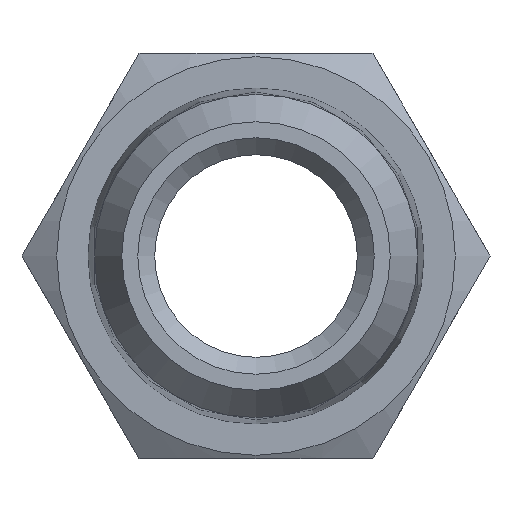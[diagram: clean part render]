
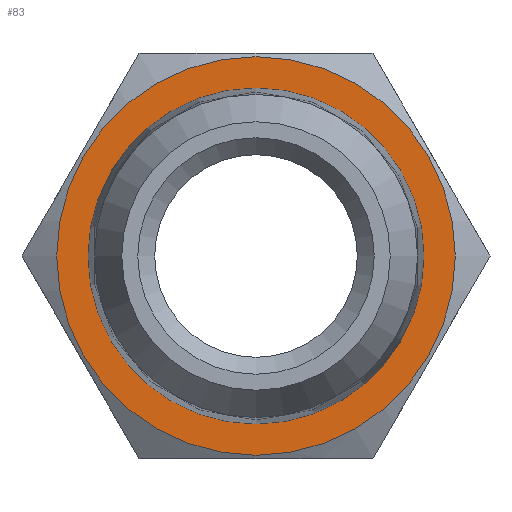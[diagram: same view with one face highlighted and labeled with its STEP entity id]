
A CAD part, front view. The second image highlights one B-rep face of the part: STEP entity #83.
In plain terms, the highlighted planar face has unit normal (0, -1, 0).
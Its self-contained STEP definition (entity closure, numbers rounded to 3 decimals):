
#83 = ADVANCED_FACE( 'NONE', ( #117, #118 ), #119, .F. );
#117 = FACE_OUTER_BOUND( '', #165, .T. );
#118 = FACE_BOUND( '', #166, .T. );
#119 = PLANE( '', #167 );
#165 = EDGE_LOOP( '', ( #232 ) );
#166 = EDGE_LOOP( '', ( #233 ) );
#167 = AXIS2_PLACEMENT_3D( '', #234, #235, #236 );
#232 = ORIENTED_EDGE( '', *, *, #324, .T. );
#233 = ORIENTED_EDGE( '', *, *, #314, .F. );
#234 = CARTESIAN_POINT( '', ( 4.973, -2.25, 0. ) );
#235 = DIRECTION( '', ( 0., 1., 0. ) );
#236 = DIRECTION( '', ( 1., 0., 0. ) );
#314 = EDGE_CURVE( 'NONE', #351, #351, #352, .T. );
#324 = EDGE_CURVE( 'NONE', #371, #371, #372, .T. );
#351 = VERTEX_POINT( '', #421 );
#352 = CIRCLE( '', #422, 4.973 );
#371 = VERTEX_POINT( '', #441 );
#372 = CIRCLE( '', #442, 5.9 );
#421 = CARTESIAN_POINT( '', ( 0., -2.25, -4.973 ) );
#422 = AXIS2_PLACEMENT_3D( '', #535, #536, #537 );
#441 = CARTESIAN_POINT( '', ( 0., -2.25, 5.9 ) );
#442 = AXIS2_PLACEMENT_3D( '', #565, #566, #567 );
#535 = CARTESIAN_POINT( '', ( 0., -2.25, 0. ) );
#536 = DIRECTION( '', ( 0., -1., 0. ) );
#537 = DIRECTION( '', ( 0., 0., -1. ) );
#565 = CARTESIAN_POINT( '', ( 0., -2.25, 0. ) );
#566 = DIRECTION( '', ( 0., -1., 0. ) );
#567 = DIRECTION( '', ( 0., 0., 1. ) );
